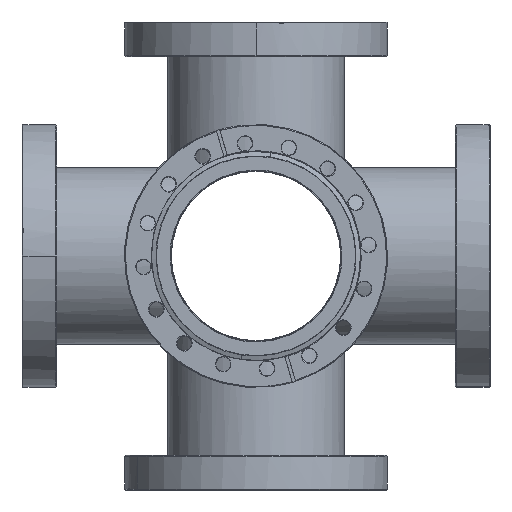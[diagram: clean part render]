
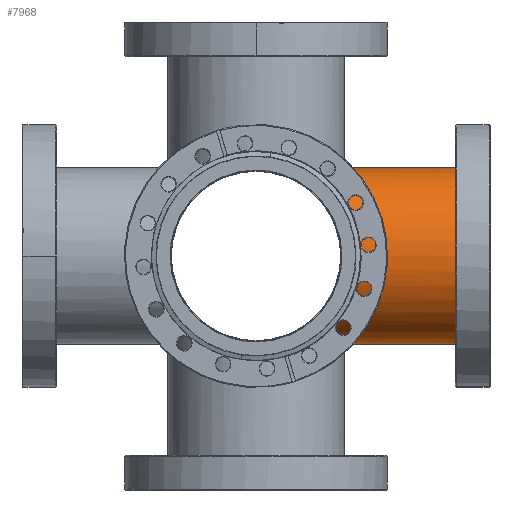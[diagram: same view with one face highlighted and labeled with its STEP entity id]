
A CAD part, front view. The second image highlights one B-rep face of the part: STEP entity #7968.
In plain terms, the highlighted cylindrical face has radius 50.8 mm (diameter 101.6 mm), a partial arc.
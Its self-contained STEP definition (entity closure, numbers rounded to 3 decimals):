
#154 = EDGE_CURVE ( 'NONE', #8972, #4983, #4786, .T. ) ;
#682 = VERTEX_POINT ( 'NONE', #8276 ) ;
#773 = ORIENTED_EDGE ( 'NONE', *, *, #10156, .T. ) ;
#877 = EDGE_CURVE ( 'NONE', #682, #2340, #1554, .T. ) ;
#1544 = ORIENTED_EDGE ( 'NONE', *, *, #4806, .T. ) ;
#1554 = CIRCLE ( 'NONE', #7302, 50.8 ) ;
#1609 = CARTESIAN_POINT ( 'NONE',  ( 50.8, -13.653, -50.8 ) ) ;
#1625 = VERTEX_POINT ( 'NONE', #7047 ) ;
#1671 =( BOUNDED_CURVE ( )  B_SPLINE_CURVE ( 3, ( #6335, #2352, #1609, #7156 ),
 .UNSPECIFIED., .F., .F. ) 
 B_SPLINE_CURVE_WITH_KNOTS ( ( 4, 4 ),
 ( 5.498, 6.283 ),
 .UNSPECIFIED. ) 
 CURVE ( )  GEOMETRIC_REPRESENTATION_ITEM ( )  RATIONAL_B_SPLINE_CURVE ( ( 1., 0.949, 0.949, 1. ) ) 
 REPRESENTATION_ITEM ( '' )  );
#1717 = CARTESIAN_POINT ( 'NONE',  ( 35.921, -35.921, 35.921 ) ) ;
#1764 = CYLINDRICAL_SURFACE ( 'NONE', #5371, 50.8 ) ;
#1867 = CARTESIAN_POINT ( 'NONE',  ( 50.8, 0., 50.8 ) ) ;
#2340 = VERTEX_POINT ( 'NONE', #4577 ) ;
#2352 = CARTESIAN_POINT ( 'NONE',  ( 45.575, -26.267, -45.575 ) ) ;
#2473 = CARTESIAN_POINT ( 'NONE',  ( 35.921, -35.921, -35.921 ) ) ;
#2525 = VERTEX_POINT ( 'NONE', #5620 ) ;
#2683 = CARTESIAN_POINT ( 'NONE',  ( 45.575, -26.267, 45.575 ) ) ;
#3800 = LINE ( 'NONE', #3928, #7742 ) ;
#3883 = CARTESIAN_POINT ( 'NONE',  ( 123.9, 0., 0. ) ) ;
#3928 = CARTESIAN_POINT ( 'NONE',  ( 123.9, 0., 50.8 ) ) ;
#3999 = ORIENTED_EDGE ( 'NONE', *, *, #6651, .T. ) ;
#4057 = CARTESIAN_POINT ( 'NONE',  ( 123.9, 0., 0. ) ) ;
#4072 = CARTESIAN_POINT ( 'NONE',  ( 56.963, -56.963, -14.879 ) ) ;
#4192 = ORIENTED_EDGE ( 'NONE', *, *, #877, .F. ) ;
#4311 = EDGE_CURVE ( 'NONE', #2340, #2525, #9232, .T. ) ;
#4577 = CARTESIAN_POINT ( 'NONE',  ( 123.9, 0., -50.8 ) ) ;
#4687 = DIRECTION ( 'NONE',  ( -1., 0., 0. ) ) ;
#4786 =( BOUNDED_CURVE ( )  B_SPLINE_CURVE ( 3, ( #1717, #9595, #4072, #7252 ),
 .UNSPECIFIED., .F., .T. ) 
 B_SPLINE_CURVE_WITH_KNOTS ( ( 4, 4 ),
 ( 5.498, 7.069 ),
 .UNSPECIFIED. ) 
 CURVE ( )  GEOMETRIC_REPRESENTATION_ITEM ( )  RATIONAL_B_SPLINE_CURVE ( ( 1., 0.805, 0.805, 1. ) ) 
 REPRESENTATION_ITEM ( '' )  );
#4806 = EDGE_CURVE ( 'NONE', #4983, #2525, #1671, .T. ) ;
#4850 = DIRECTION ( 'NONE',  ( 0., 0., -1. ) ) ;
#4983 = VERTEX_POINT ( 'NONE', #2473 ) ;
#5053 = VECTOR ( 'NONE', #7856, 1000. ) ;
#5371 = AXIS2_PLACEMENT_3D ( 'NONE', #3883, #4687, #8613 ) ;
#5620 = CARTESIAN_POINT ( 'NONE',  ( 50.8, 0., -50.8 ) ) ;
#6335 = CARTESIAN_POINT ( 'NONE',  ( 35.921, -35.921, -35.921 ) ) ;
#6618 = CARTESIAN_POINT ( 'NONE',  ( 50.8, -13.653, 50.8 ) ) ;
#6651 = EDGE_CURVE ( 'NONE', #1625, #8972, #9440, .T. ) ;
#6680 = CARTESIAN_POINT ( 'NONE',  ( 35.921, -35.921, 35.921 ) ) ;
#6689 = ORIENTED_EDGE ( 'NONE', *, *, #154, .T. ) ;
#7047 = CARTESIAN_POINT ( 'NONE',  ( 50.8, 0., 50.8 ) ) ;
#7156 = CARTESIAN_POINT ( 'NONE',  ( 50.8, 0., -50.8 ) ) ;
#7252 = CARTESIAN_POINT ( 'NONE',  ( 35.921, -35.921, -35.921 ) ) ;
#7302 = AXIS2_PLACEMENT_3D ( 'NONE', #4057, #9569, #4850 ) ;
#7574 = FACE_OUTER_BOUND ( 'NONE', #9860, .T. ) ;
#7742 = VECTOR ( 'NONE', #8662, 1000. ) ;
#7856 = DIRECTION ( 'NONE',  ( -1., 0., 0. ) ) ;
#7968 = ADVANCED_FACE ( 'NONE', ( #7574 ), #1764, .T. ) ;
#8186 = CARTESIAN_POINT ( 'NONE',  ( 35.921, -35.921, 35.921 ) ) ;
#8276 = CARTESIAN_POINT ( 'NONE',  ( 123.9, 0., 50.8 ) ) ;
#8613 = DIRECTION ( 'NONE',  ( 0., 0., 1. ) ) ;
#8662 = DIRECTION ( 'NONE',  ( -1., 0., 0. ) ) ;
#8803 = ORIENTED_EDGE ( 'NONE', *, *, #4311, .F. ) ;
#8972 = VERTEX_POINT ( 'NONE', #6680 ) ;
#9232 = LINE ( 'NONE', #10209, #5053 ) ;
#9440 =( BOUNDED_CURVE ( )  B_SPLINE_CURVE ( 3, ( #1867, #6618, #2683, #8186 ),
 .UNSPECIFIED., .F., .F. ) 
 B_SPLINE_CURVE_WITH_KNOTS ( ( 4, 4 ),
 ( 3.142, 3.927 ),
 .UNSPECIFIED. ) 
 CURVE ( )  GEOMETRIC_REPRESENTATION_ITEM ( )  RATIONAL_B_SPLINE_CURVE ( ( 1., 0.949, 0.949, 1. ) ) 
 REPRESENTATION_ITEM ( '' )  );
#9569 = DIRECTION ( 'NONE',  ( 1., 0., 0. ) ) ;
#9595 = CARTESIAN_POINT ( 'NONE',  ( 56.963, -56.963, 14.879 ) ) ;
#9860 = EDGE_LOOP ( 'NONE', ( #8803, #4192, #773, #3999, #6689, #1544 ) ) ;
#10156 = EDGE_CURVE ( 'NONE', #682, #1625, #3800, .T. ) ;
#10209 = CARTESIAN_POINT ( 'NONE',  ( 123.9, 0., -50.8 ) ) ;
